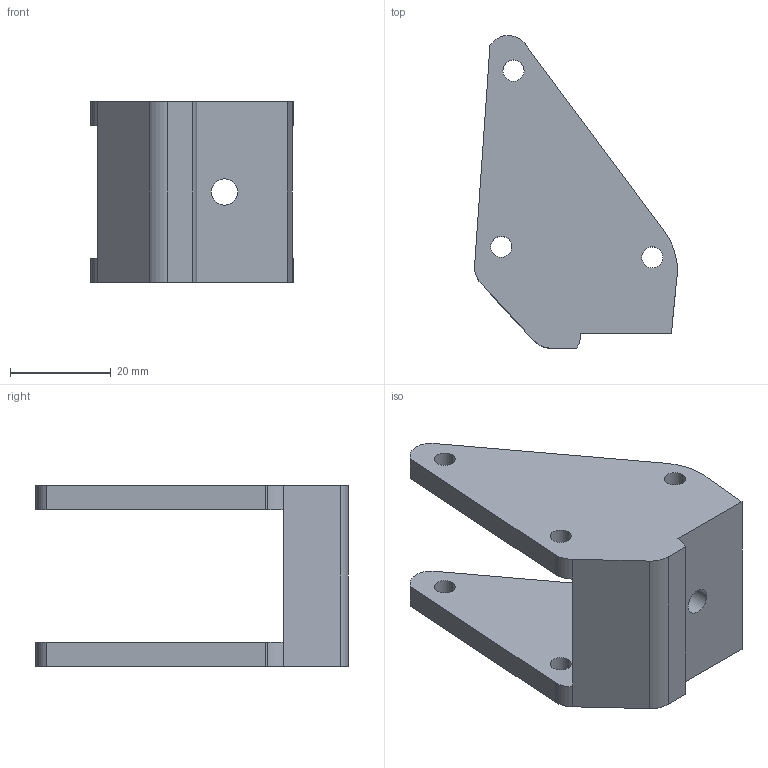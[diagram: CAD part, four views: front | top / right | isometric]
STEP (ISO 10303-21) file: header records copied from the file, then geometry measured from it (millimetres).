
FILE_DESCRIPTION (( 'STEP AP203' ), '1' );
FILE_NAME ('ROBOTIQ.STEP', '2025-01-08T16:47:38', ( '' ), ( '' ), 'SwSTEP 2.0', 'SolidWorks 2021', '' );
FILE_SCHEMA (( 'CONFIG_CONTROL_DESIGN' ));
Length unit declared in the file: millimetre
Products named in the file (1): ROBOTIQ
Bounding box: 40.21 x 61.96 x 35.8 mm (x, y, z)
Volume: 23692.6 mm3; surface area: 10128.3 mm2
Topology: 1 solids, 1 shells, 40 faces, 107 edges, 70 vertices
Faces by surface type: cylinder 26, plane 14
Entity records: 1376 total; most frequent: DIRECTION 241, CARTESIAN_POINT 218, ORIENTED_EDGE 214, EDGE_CURVE 107, AXIS2_PLACEMENT_3D 93, VERTEX_POINT 70, EDGE_LOOP 55, VECTOR 55
